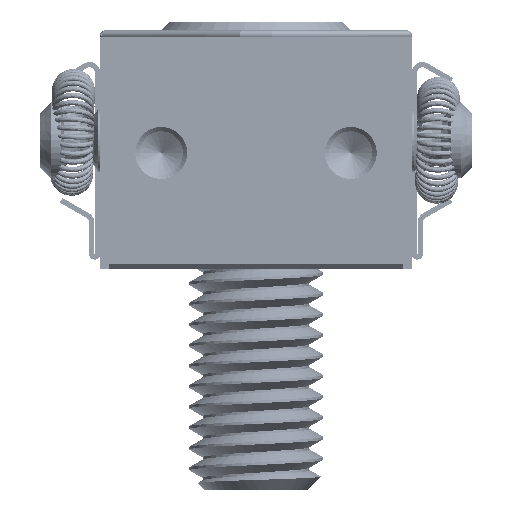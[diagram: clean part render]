
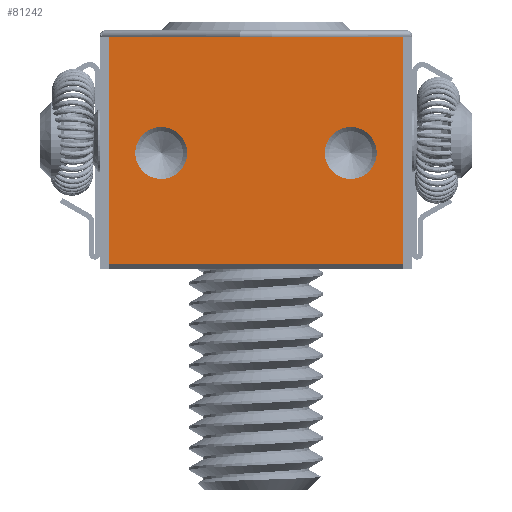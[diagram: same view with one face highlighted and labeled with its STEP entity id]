
A CAD part, left-side view. The second image highlights one B-rep face of the part: STEP entity #81242.
In plain terms, the highlighted face is planar.
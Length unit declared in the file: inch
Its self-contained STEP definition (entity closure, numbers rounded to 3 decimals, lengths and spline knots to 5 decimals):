
#353 = CARTESIAN_POINT ( 'NONE',  ( 0.32547, 0.43307, -0.07874 ) ) ;
#1293 = CARTESIAN_POINT ( 'NONE',  ( 0.0315, 0., -0.07874 ) ) ;
#2185 = CARTESIAN_POINT ( 'NONE',  ( 0.22835, 0.43307, -0.07874 ) ) ;
#4749 = AXIS2_PLACEMENT_3D ( 'NONE', #2185, #49002, #8960 ) ;
#4968 = DIRECTION ( 'NONE',  ( 0., -1., 0. ) ) ;
#5321 = FACE_BOUND ( 'NONE', #84328, .T. ) ;
#5687 = CARTESIAN_POINT ( 'NONE',  ( 0.13122, 0.43307, -0.07874 ) ) ;
#5928 = VERTEX_POINT ( 'NONE', #353 ) ;
#6491 = EDGE_CURVE ( 'NONE', #55599, #77376, #82564, .T. ) ;
#8960 = DIRECTION ( 'NONE',  ( -1., 0., 0. ) ) ;
#9043 = EDGE_LOOP ( 'NONE', ( #49290, #51407, #59734, #62881 ) ) ;
#9227 = CARTESIAN_POINT ( 'NONE',  ( 1.13386, 0., -0.07874 ) ) ;
#11111 = VERTEX_POINT ( 'NONE', #48094 ) ;
#11508 = CIRCLE ( 'NONE', #4749, 0.09713 ) ;
#11828 = EDGE_LOOP ( 'NONE', ( #69714, #81068 ) ) ;
#12639 = EDGE_CURVE ( 'NONE', #44949, #55599, #15352, .T. ) ;
#15352 = LINE ( 'NONE', #75031, #84464 ) ;
#18746 = AXIS2_PLACEMENT_3D ( 'NONE', #78246, #38073, #84984 ) ;
#20328 = CIRCLE ( 'NONE', #25385, 0.09713 ) ;
#20915 = DIRECTION ( 'NONE',  ( 0., 1., 0. ) ) ;
#23026 = EDGE_CURVE ( 'NONE', #11111, #37505, #28105, .T. ) ;
#23911 = CARTESIAN_POINT ( 'NONE',  ( 0.58268, 0.84646, -0.07874 ) ) ;
#24513 = DIRECTION ( 'NONE',  ( -1., 0., 0. ) ) ;
#25385 = AXIS2_PLACEMENT_3D ( 'NONE', #67357, #27230, #74066 ) ;
#26223 = CARTESIAN_POINT ( 'NONE',  ( 1.13386, 0.84646, -0.07874 ) ) ;
#27230 = DIRECTION ( 'NONE',  ( 0., 0., -1. ) ) ;
#28105 = CIRCLE ( 'NONE', #18746, 0.09713 ) ;
#30357 = CIRCLE ( 'NONE', #57984, 0.09713 ) ;
#37505 = VERTEX_POINT ( 'NONE', #42936 ) ;
#37785 = ORIENTED_EDGE ( 'NONE', *, *, #53804, .F. ) ;
#38073 = DIRECTION ( 'NONE',  ( 0., 0., -1. ) ) ;
#38107 = CARTESIAN_POINT ( 'NONE',  ( 0.93701, 0.43307, -0.07874 ) ) ;
#38465 = VECTOR ( 'NONE', #44828, 39.37008 ) ;
#39196 = PLANE ( 'NONE',  #54699 ) ;
#39494 = DIRECTION ( 'NONE',  ( 0., 0., 1. ) ) ;
#40331 = ORIENTED_EDGE ( 'NONE', *, *, #23026, .F. ) ;
#42936 = CARTESIAN_POINT ( 'NONE',  ( 0.83988, 0.43307, -0.07874 ) ) ;
#43772 = EDGE_CURVE ( 'NONE', #77376, #50583, #57540, .T. ) ;
#44828 = DIRECTION ( 'NONE',  ( 1., 0., 0. ) ) ;
#44859 = DIRECTION ( 'NONE',  ( -1., 0., 0. ) ) ;
#44949 = VERTEX_POINT ( 'NONE', #9227 ) ;
#46415 = CARTESIAN_POINT ( 'NONE',  ( 0.0315, 0.84646, -0.07874 ) ) ;
#46880 = VECTOR ( 'NONE', #24513, 39.37008 ) ;
#46954 = EDGE_CURVE ( 'NONE', #55544, #5928, #11508, .T. ) ;
#48094 = CARTESIAN_POINT ( 'NONE',  ( 1.03413, 0.43307, -0.07874 ) ) ;
#49002 = DIRECTION ( 'NONE',  ( 0., 0., -1. ) ) ;
#49290 = ORIENTED_EDGE ( 'NONE', *, *, #12639, .F. ) ;
#50583 = VERTEX_POINT ( 'NONE', #1293 ) ;
#51407 = ORIENTED_EDGE ( 'NONE', *, *, #67925, .F. ) ;
#53804 = EDGE_CURVE ( 'NONE', #37505, #11111, #30357, .T. ) ;
#54699 = AXIS2_PLACEMENT_3D ( 'NONE', #79598, #39494, #86334 ) ;
#55442 = VECTOR ( 'NONE', #4968, 39.37008 ) ;
#55544 = VERTEX_POINT ( 'NONE', #5687 ) ;
#55599 = VERTEX_POINT ( 'NONE', #26223 ) ;
#56625 = FACE_BOUND ( 'NONE', #11828, .T. ) ;
#57540 = LINE ( 'NONE', #58529, #55442 ) ;
#57984 = AXIS2_PLACEMENT_3D ( 'NONE', #38107, #85018, #44859 ) ;
#58529 = CARTESIAN_POINT ( 'NONE',  ( 0.0315, 0.43307, -0.07874 ) ) ;
#59734 = ORIENTED_EDGE ( 'NONE', *, *, #43772, .F. ) ;
#62881 = ORIENTED_EDGE ( 'NONE', *, *, #6491, .F. ) ;
#67357 = CARTESIAN_POINT ( 'NONE',  ( 0.22835, 0.43307, -0.07874 ) ) ;
#67925 = EDGE_CURVE ( 'NONE', #50583, #44949, #74170, .T. ) ;
#69714 = ORIENTED_EDGE ( 'NONE', *, *, #46954, .F. ) ;
#74066 = DIRECTION ( 'NONE',  ( -1., 0., 0. ) ) ;
#74170 = LINE ( 'NONE', #84999, #38465 ) ;
#74462 = FACE_OUTER_BOUND ( 'NONE', #9043, .T. ) ;
#75031 = CARTESIAN_POINT ( 'NONE',  ( 1.13386, 0.43307, -0.07874 ) ) ;
#77376 = VERTEX_POINT ( 'NONE', #46415 ) ;
#78246 = CARTESIAN_POINT ( 'NONE',  ( 0.93701, 0.43307, -0.07874 ) ) ;
#79598 = CARTESIAN_POINT ( 'NONE',  ( 0.58268, 0.43307, -0.07874 ) ) ;
#79768 = EDGE_CURVE ( 'NONE', #5928, #55544, #20328, .T. ) ;
#81068 = ORIENTED_EDGE ( 'NONE', *, *, #79768, .F. ) ;
#81242 = ADVANCED_FACE ( 'NONE', ( #5321, #74462, #56625 ), #39196, .F. ) ;
#82564 = LINE ( 'NONE', #23911, #46880 ) ;
#84328 = EDGE_LOOP ( 'NONE', ( #37785, #40331 ) ) ;
#84464 = VECTOR ( 'NONE', #20915, 39.37008 ) ;
#84984 = DIRECTION ( 'NONE',  ( -1., 0., 0. ) ) ;
#84999 = CARTESIAN_POINT ( 'NONE',  ( 0.58268, 0., -0.07874 ) ) ;
#85018 = DIRECTION ( 'NONE',  ( 0., 0., -1. ) ) ;
#86334 = DIRECTION ( 'NONE',  ( 1., 0., 0. ) ) ;
